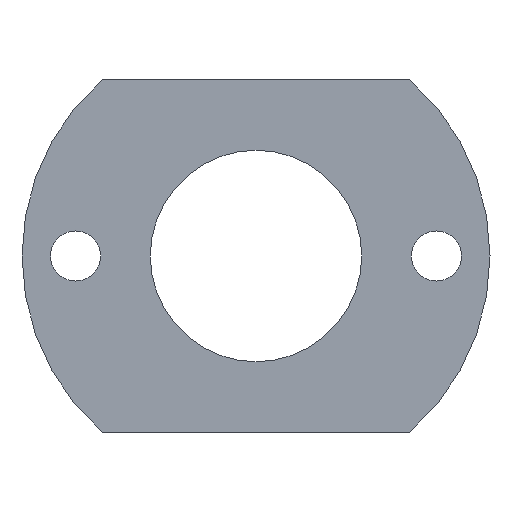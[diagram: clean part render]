
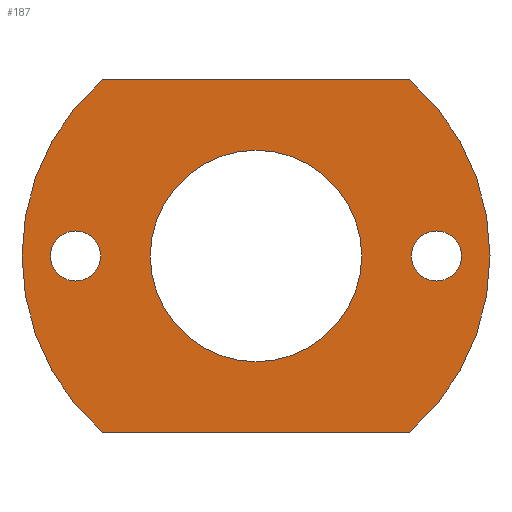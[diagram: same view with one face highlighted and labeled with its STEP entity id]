
A CAD part, front view. The second image highlights one B-rep face of the part: STEP entity #187.
In plain terms, the highlighted planar face has unit normal (0, -1, 0).
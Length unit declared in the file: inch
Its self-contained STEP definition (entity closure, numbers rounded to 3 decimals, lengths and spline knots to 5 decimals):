
#1 = PLANE ( 'NONE',  #210 ) ;
#3 = ORIENTED_EDGE ( 'NONE', *, *, #186, .F. ) ;
#16 = DIRECTION ( 'NONE',  ( 0., -1., 0. ) ) ;
#20 = CARTESIAN_POINT ( 'NONE',  ( -0.27307, 0., -0.3125 ) ) ;
#22 = CARTESIAN_POINT ( 'NONE',  ( 0., 0., 0. ) ) ;
#27 = VERTEX_POINT ( 'NONE', #57 ) ;
#30 = VERTEX_POINT ( 'NONE', #248 ) ;
#32 = DIRECTION ( 'NONE',  ( 0., 0., -1. ) ) ;
#45 = CARTESIAN_POINT ( 'NONE',  ( -0.27307, 0., 0.3125 ) ) ;
#48 = CARTESIAN_POINT ( 'NONE',  ( 0.32, 0., 0. ) ) ;
#57 = CARTESIAN_POINT ( 'NONE',  ( -0.27307, 0., 0.3125 ) ) ;
#59 = DIRECTION ( 'NONE',  ( 0., -1., 0. ) ) ;
#61 = CIRCLE ( 'NONE', #377, 0.0445 ) ;
#65 = ORIENTED_EDGE ( 'NONE', *, *, #407, .F. ) ;
#75 = EDGE_LOOP ( 'NONE', ( #336, #3 ) ) ;
#78 = EDGE_CURVE ( 'NONE', #441, #434, #337, .T. ) ;
#80 = VERTEX_POINT ( 'NONE', #134 ) ;
#81 = DIRECTION ( 'NONE',  ( 0., 0., -1. ) ) ;
#83 = FACE_BOUND ( 'NONE', #197, .T. ) ;
#93 = CARTESIAN_POINT ( 'NONE',  ( -0.32, 0., 0. ) ) ;
#98 = EDGE_CURVE ( 'NONE', #27, #264, #263, .T. ) ;
#100 = CIRCLE ( 'NONE', #358, 0.415 ) ;
#106 = ORIENTED_EDGE ( 'NONE', *, *, #322, .F. ) ;
#108 = CARTESIAN_POINT ( 'NONE',  ( -0.32, 0., 0. ) ) ;
#109 = DIRECTION ( 'NONE',  ( 0., 0., -1. ) ) ;
#113 = DIRECTION ( 'NONE',  ( 0., 1., 0. ) ) ;
#114 = EDGE_CURVE ( 'NONE', #80, #137, #271, .T. ) ;
#125 = CIRCLE ( 'NONE', #438, 0.415 ) ;
#127 = DIRECTION ( 'NONE',  ( 0., 0., -1. ) ) ;
#133 = CARTESIAN_POINT ( 'NONE',  ( 0.32, 0., -0.0445 ) ) ;
#134 = CARTESIAN_POINT ( 'NONE',  ( 0., 0., -0.1875 ) ) ;
#137 = VERTEX_POINT ( 'NONE', #238 ) ;
#141 = AXIS2_PLACEMENT_3D ( 'NONE', #108, #278, #32 ) ;
#145 = EDGE_LOOP ( 'NONE', ( #189, #354 ) ) ;
#148 = AXIS2_PLACEMENT_3D ( 'NONE', #328, #269, #200 ) ;
#163 = VERTEX_POINT ( 'NONE', #261 ) ;
#167 = DIRECTION ( 'NONE',  ( 0., 1., 0. ) ) ;
#170 = VECTOR ( 'NONE', #324, 39.37008 ) ;
#172 = AXIS2_PLACEMENT_3D ( 'NONE', #311, #455, #81 ) ;
#186 = EDGE_CURVE ( 'NONE', #386, #268, #429, .T. ) ;
#187 = ADVANCED_FACE ( 'NONE', ( #83, #423, #214, #239 ), #1, .F. ) ;
#189 = ORIENTED_EDGE ( 'NONE', *, *, #114, .F. ) ;
#197 = EDGE_LOOP ( 'NONE', ( #462, #65 ) ) ;
#200 = DIRECTION ( 'NONE',  ( 0., 0., -1. ) ) ;
#206 = CARTESIAN_POINT ( 'NONE',  ( 0., 0., 0. ) ) ;
#210 = AXIS2_PLACEMENT_3D ( 'NONE', #206, #113, #340 ) ;
#211 = EDGE_CURVE ( 'NONE', #30, #27, #125, .T. ) ;
#214 = FACE_BOUND ( 'NONE', #145, .T. ) ;
#226 = DIRECTION ( 'NONE',  ( -1., 0., 0. ) ) ;
#227 = AXIS2_PLACEMENT_3D ( 'NONE', #363, #59, #127 ) ;
#229 = LINE ( 'NONE', #20, #292 ) ;
#236 = CARTESIAN_POINT ( 'NONE',  ( 0.32, 0., 0.0445 ) ) ;
#238 = CARTESIAN_POINT ( 'NONE',  ( 0., 0., 0.1875 ) ) ;
#239 = FACE_OUTER_BOUND ( 'NONE', #380, .T. ) ;
#246 = DIRECTION ( 'NONE',  ( 0., 0., 1. ) ) ;
#248 = CARTESIAN_POINT ( 'NONE',  ( -0.27307, 0., -0.3125 ) ) ;
#258 = EDGE_CURVE ( 'NONE', #163, #30, #229, .T. ) ;
#261 = CARTESIAN_POINT ( 'NONE',  ( 0.27307, 0., -0.3125 ) ) ;
#263 = LINE ( 'NONE', #45, #170 ) ;
#264 = VERTEX_POINT ( 'NONE', #321 ) ;
#268 = VERTEX_POINT ( 'NONE', #133 ) ;
#269 = DIRECTION ( 'NONE',  ( 0., -1., 0. ) ) ;
#271 = CIRCLE ( 'NONE', #227, 0.1875 ) ;
#274 = DIRECTION ( 'NONE',  ( 0., 0., -1. ) ) ;
#278 = DIRECTION ( 'NONE',  ( 0., -1., 0. ) ) ;
#281 = CARTESIAN_POINT ( 'NONE',  ( 0., 0., 0. ) ) ;
#282 = ORIENTED_EDGE ( 'NONE', *, *, #258, .F. ) ;
#292 = VECTOR ( 'NONE', #226, 39.37008 ) ;
#302 = EDGE_CURVE ( 'NONE', #137, #80, #315, .T. ) ;
#311 = CARTESIAN_POINT ( 'NONE',  ( 0., 0., 0. ) ) ;
#315 = CIRCLE ( 'NONE', #172, 0.1875 ) ;
#321 = CARTESIAN_POINT ( 'NONE',  ( 0.27307, 0., 0.3125 ) ) ;
#322 = EDGE_CURVE ( 'NONE', #264, #163, #100, .T. ) ;
#324 = DIRECTION ( 'NONE',  ( 1., 0., 0. ) ) ;
#326 = CARTESIAN_POINT ( 'NONE',  ( -0.32, 0., -0.0445 ) ) ;
#328 = CARTESIAN_POINT ( 'NONE',  ( 0.32, 0., 0. ) ) ;
#336 = ORIENTED_EDGE ( 'NONE', *, *, #350, .F. ) ;
#337 = CIRCLE ( 'NONE', #141, 0.0445 ) ;
#340 = DIRECTION ( 'NONE',  ( 0., 0., 1. ) ) ;
#342 = CIRCLE ( 'NONE', #148, 0.0445 ) ;
#350 = EDGE_CURVE ( 'NONE', #268, #386, #342, .T. ) ;
#351 = DIRECTION ( 'NONE',  ( 0., 0., 1. ) ) ;
#354 = ORIENTED_EDGE ( 'NONE', *, *, #302, .F. ) ;
#355 = AXIS2_PLACEMENT_3D ( 'NONE', #48, #16, #274 ) ;
#358 = AXIS2_PLACEMENT_3D ( 'NONE', #22, #167, #246 ) ;
#363 = CARTESIAN_POINT ( 'NONE',  ( 0., 0., 0. ) ) ;
#366 = ORIENTED_EDGE ( 'NONE', *, *, #211, .F. ) ;
#372 = DIRECTION ( 'NONE',  ( 0., -1., 0. ) ) ;
#373 = CARTESIAN_POINT ( 'NONE',  ( -0.32, 0., 0.0445 ) ) ;
#377 = AXIS2_PLACEMENT_3D ( 'NONE', #93, #372, #109 ) ;
#380 = EDGE_LOOP ( 'NONE', ( #106, #459, #366, #282 ) ) ;
#386 = VERTEX_POINT ( 'NONE', #236 ) ;
#407 = EDGE_CURVE ( 'NONE', #434, #441, #61, .T. ) ;
#423 = FACE_BOUND ( 'NONE', #75, .T. ) ;
#429 = CIRCLE ( 'NONE', #355, 0.0445 ) ;
#434 = VERTEX_POINT ( 'NONE', #373 ) ;
#438 = AXIS2_PLACEMENT_3D ( 'NONE', #281, #448, #351 ) ;
#441 = VERTEX_POINT ( 'NONE', #326 ) ;
#448 = DIRECTION ( 'NONE',  ( 0., 1., 0. ) ) ;
#455 = DIRECTION ( 'NONE',  ( 0., -1., 0. ) ) ;
#459 = ORIENTED_EDGE ( 'NONE', *, *, #98, .F. ) ;
#462 = ORIENTED_EDGE ( 'NONE', *, *, #78, .F. ) ;
